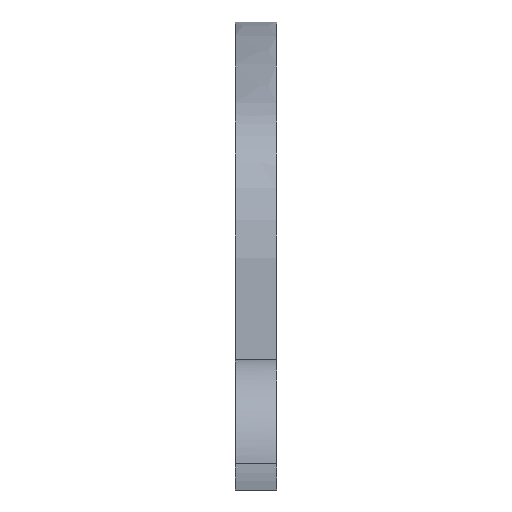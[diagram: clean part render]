
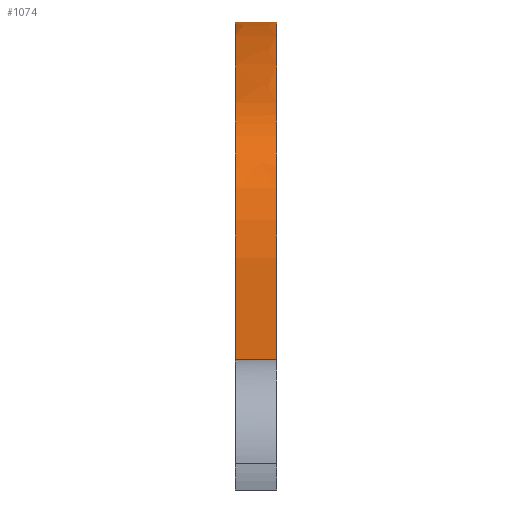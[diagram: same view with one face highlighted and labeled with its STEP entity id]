
A CAD part, front view. The second image highlights one B-rep face of the part: STEP entity #1074.
In plain terms, the highlighted face is a extrusion surface.
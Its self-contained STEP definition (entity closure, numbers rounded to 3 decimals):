
#439 = VERTEX_POINT('',#440);
#440 = CARTESIAN_POINT('',(5.,-2.621,24.862));
#634 = EDGE_CURVE('',#439,#635,#637,.T.);
#635 = VERTEX_POINT('',#636);
#636 = CARTESIAN_POINT('',(5.,204.856,23.155));
#637 = B_SPLINE_CURVE_WITH_KNOTS('',9,(#638,#639,#640,#641,#642,#643,
    #644,#645,#646,#647,#648,#649,#650,#651,#652,#653,#654,#655,#656,
    #657,#658,#659,#660,#661,#662,#663,#664,#665,#666,#667,#668,#669,
    #670,#671,#672,#673,#674,#675,#676,#677,#678),.UNSPECIFIED.,.F.,.F.,
  (10,8,7,8,8,10),(-0.012,0.,0.17,0.34,0.767,1.)
  ,.UNSPECIFIED.);
#638 = CARTESIAN_POINT('',(5.,-2.213,17.088));
#639 = CARTESIAN_POINT('',(5.,-2.244,17.674));
#640 = CARTESIAN_POINT('',(5.,-2.276,18.261));
#641 = CARTESIAN_POINT('',(5.,-2.307,18.847));
#642 = CARTESIAN_POINT('',(5.,-2.339,19.434));
#643 = CARTESIAN_POINT('',(5.,-2.37,20.02));
#644 = CARTESIAN_POINT('',(5.,-2.402,20.607));
#645 = CARTESIAN_POINT('',(5.,-2.433,21.193));
#646 = CARTESIAN_POINT('',(5.,-2.465,21.779));
#647 = CARTESIAN_POINT('',(5.,-2.947,30.764));
#648 = CARTESIAN_POINT('',(5.,-3.113,38.273));
#649 = CARTESIAN_POINT('',(5.,-2.989,44.966));
#650 = CARTESIAN_POINT('',(5.,-2.57,50.917));
#651 = CARTESIAN_POINT('',(5.,-1.854,56.195));
#652 = CARTESIAN_POINT('',(5.,-0.828,60.881));
#653 = CARTESIAN_POINT('',(5.,0.529,65.052));
#654 = CARTESIAN_POINT('',(5.,3.947,72.443));
#655 = CARTESIAN_POINT('',(5.,8.739,78.08));
#656 = CARTESIAN_POINT('',(5.,11.47,80.499));
#657 = CARTESIAN_POINT('',(5.,14.507,82.545));
#658 = CARTESIAN_POINT('',(5.,17.782,84.308));
#659 = CARTESIAN_POINT('',(5.,21.33,85.89));
#660 = CARTESIAN_POINT('',(5.,25.143,87.357));
#661 = CARTESIAN_POINT('',(5.,29.236,88.787));
#662 = CARTESIAN_POINT('',(5.,44.627,93.931));
#663 = CARTESIAN_POINT('',(5.,57.651,97.888));
#664 = CARTESIAN_POINT('',(5.,72.149,101.684));
#665 = CARTESIAN_POINT('',(5.,87.579,104.87));
#666 = CARTESIAN_POINT('',(5.,103.441,107.033));
#667 = CARTESIAN_POINT('',(5.,119.159,107.665));
#668 = CARTESIAN_POINT('',(5.,134.269,106.413));
#669 = CARTESIAN_POINT('',(5.,148.282,102.673));
#670 = CARTESIAN_POINT('',(5.,167.241,92.293));
#671 = CARTESIAN_POINT('',(5.,173.408,87.743));
#672 = CARTESIAN_POINT('',(5.,179.066,82.201));
#673 = CARTESIAN_POINT('',(5.,184.222,75.58));
#674 = CARTESIAN_POINT('',(5.,188.938,67.838));
#675 = CARTESIAN_POINT('',(5.,193.304,58.835));
#676 = CARTESIAN_POINT('',(5.,197.371,48.467));
#677 = CARTESIAN_POINT('',(5.,201.203,36.613));
#678 = CARTESIAN_POINT('',(5.,204.856,23.155));
#695 = VERTEX_POINT('',#696);
#696 = CARTESIAN_POINT('',(-5.,204.856,23.155));
#701 = EDGE_CURVE('',#635,#695,#702,.T.);
#702 = LINE('',#703,#704);
#703 = CARTESIAN_POINT('',(5.,204.856,23.155));
#704 = VECTOR('',#705,1.);
#705 = DIRECTION('',(-1.,0.,0.));
#727 = VERTEX_POINT('',#728);
#728 = CARTESIAN_POINT('',(-5.,-2.621,24.862));
#735 = EDGE_CURVE('',#727,#695,#736,.T.);
#736 = B_SPLINE_CURVE_WITH_KNOTS('',9,(#737,#738,#739,#740,#741,#742,
    #743,#744,#745,#746,#747,#748,#749,#750,#751,#752,#753,#754,#755,
    #756,#757,#758,#759,#760,#761,#762,#763,#764,#765,#766,#767,#768,
    #769,#770,#771,#772,#773,#774,#775,#776,#777),.UNSPECIFIED.,.F.,.F.,
  (10,8,7,8,8,10),(-0.012,0.,0.17,0.34,0.767,1.)
  ,.UNSPECIFIED.);
#737 = CARTESIAN_POINT('',(-5.,-2.213,17.088));
#738 = CARTESIAN_POINT('',(-5.,-2.244,17.674));
#739 = CARTESIAN_POINT('',(-5.,-2.276,18.261));
#740 = CARTESIAN_POINT('',(-5.,-2.307,18.847));
#741 = CARTESIAN_POINT('',(-5.,-2.339,19.434));
#742 = CARTESIAN_POINT('',(-5.,-2.37,20.02));
#743 = CARTESIAN_POINT('',(-5.,-2.402,20.607));
#744 = CARTESIAN_POINT('',(-5.,-2.433,21.193));
#745 = CARTESIAN_POINT('',(-5.,-2.465,21.779));
#746 = CARTESIAN_POINT('',(-5.,-2.947,30.764));
#747 = CARTESIAN_POINT('',(-5.,-3.113,38.273));
#748 = CARTESIAN_POINT('',(-5.,-2.989,44.966));
#749 = CARTESIAN_POINT('',(-5.,-2.57,50.917));
#750 = CARTESIAN_POINT('',(-5.,-1.854,56.195));
#751 = CARTESIAN_POINT('',(-5.,-0.828,60.881));
#752 = CARTESIAN_POINT('',(-5.,0.529,65.052));
#753 = CARTESIAN_POINT('',(-5.,3.947,72.443));
#754 = CARTESIAN_POINT('',(-5.,8.739,78.08));
#755 = CARTESIAN_POINT('',(-5.,11.47,80.499));
#756 = CARTESIAN_POINT('',(-5.,14.507,82.545));
#757 = CARTESIAN_POINT('',(-5.,17.782,84.308));
#758 = CARTESIAN_POINT('',(-5.,21.33,85.89));
#759 = CARTESIAN_POINT('',(-5.,25.143,87.357));
#760 = CARTESIAN_POINT('',(-5.,29.236,88.787));
#761 = CARTESIAN_POINT('',(-5.,44.627,93.931));
#762 = CARTESIAN_POINT('',(-5.,57.651,97.888));
#763 = CARTESIAN_POINT('',(-5.,72.149,101.684));
#764 = CARTESIAN_POINT('',(-5.,87.579,104.87));
#765 = CARTESIAN_POINT('',(-5.,103.441,107.033));
#766 = CARTESIAN_POINT('',(-5.,119.159,107.665));
#767 = CARTESIAN_POINT('',(-5.,134.269,106.413));
#768 = CARTESIAN_POINT('',(-5.,148.282,102.673));
#769 = CARTESIAN_POINT('',(-5.,167.241,92.293));
#770 = CARTESIAN_POINT('',(-5.,173.408,87.743));
#771 = CARTESIAN_POINT('',(-5.,179.066,82.201));
#772 = CARTESIAN_POINT('',(-5.,184.222,75.58));
#773 = CARTESIAN_POINT('',(-5.,188.938,67.838));
#774 = CARTESIAN_POINT('',(-5.,193.304,58.835));
#775 = CARTESIAN_POINT('',(-5.,197.371,48.467));
#776 = CARTESIAN_POINT('',(-5.,201.203,36.613));
#777 = CARTESIAN_POINT('',(-5.,204.856,23.155));
#1074 = ADVANCED_FACE('',(#1075),#1088,.F.);
#1075 = FACE_BOUND('',#1076,.F.);
#1076 = EDGE_LOOP('',(#1077,#1078,#1086,#1087));
#1077 = ORIENTED_EDGE('',*,*,#634,.F.);
#1078 = ORIENTED_EDGE('',*,*,#1079,.F.);
#1079 = EDGE_CURVE('',#727,#439,#1080,.T.);
#1080 = B_SPLINE_CURVE_WITH_KNOTS('',4,(#1081,#1082,#1083,#1084,#1085),
  .UNSPECIFIED.,.F.,.F.,(5,5),(0.,1.),.PIECEWISE_BEZIER_KNOTS.);
#1081 = CARTESIAN_POINT('',(-5.,-2.621,24.862)
  );
#1082 = CARTESIAN_POINT('',(-2.5,-2.621,24.862)
  );
#1083 = CARTESIAN_POINT('',(0.,-2.621,
    24.862));
#1084 = CARTESIAN_POINT('',(2.5,-2.621,24.862));
#1085 = CARTESIAN_POINT('',(5.,-2.621,24.862));
#1086 = ORIENTED_EDGE('',*,*,#735,.T.);
#1087 = ORIENTED_EDGE('',*,*,#701,.F.);
#1088 = SURFACE_OF_LINEAR_EXTRUSION('',#1089,#1131);
#1089 = B_SPLINE_CURVE_WITH_KNOTS('',9,(#1090,#1091,#1092,#1093,#1094,
    #1095,#1096,#1097,#1098,#1099,#1100,#1101,#1102,#1103,#1104,#1105,
    #1106,#1107,#1108,#1109,#1110,#1111,#1112,#1113,#1114,#1115,#1116,
    #1117,#1118,#1119,#1120,#1121,#1122,#1123,#1124,#1125,#1126,#1127,
    #1128,#1129,#1130),.UNSPECIFIED.,.F.,.F.,(10,8,7,8,8,10),(
    -0.012,0.,0.17,0.34,0.767,1.),
  .UNSPECIFIED.);
#1090 = CARTESIAN_POINT('',(5.,-2.213,17.088));
#1091 = CARTESIAN_POINT('',(5.,-2.244,17.674));
#1092 = CARTESIAN_POINT('',(5.,-2.276,18.261));
#1093 = CARTESIAN_POINT('',(5.,-2.307,18.847));
#1094 = CARTESIAN_POINT('',(5.,-2.339,19.434));
#1095 = CARTESIAN_POINT('',(5.,-2.37,20.02));
#1096 = CARTESIAN_POINT('',(5.,-2.402,20.607));
#1097 = CARTESIAN_POINT('',(5.,-2.433,21.193));
#1098 = CARTESIAN_POINT('',(5.,-2.465,21.779));
#1099 = CARTESIAN_POINT('',(5.,-2.947,30.764));
#1100 = CARTESIAN_POINT('',(5.,-3.113,38.273));
#1101 = CARTESIAN_POINT('',(5.,-2.989,44.966));
#1102 = CARTESIAN_POINT('',(5.,-2.57,50.917));
#1103 = CARTESIAN_POINT('',(5.,-1.854,56.195));
#1104 = CARTESIAN_POINT('',(5.,-0.828,60.881));
#1105 = CARTESIAN_POINT('',(5.,0.529,65.052));
#1106 = CARTESIAN_POINT('',(5.,3.947,72.443));
#1107 = CARTESIAN_POINT('',(5.,8.739,78.08));
#1108 = CARTESIAN_POINT('',(5.,11.47,80.499));
#1109 = CARTESIAN_POINT('',(5.,14.507,82.545));
#1110 = CARTESIAN_POINT('',(5.,17.782,84.308));
#1111 = CARTESIAN_POINT('',(5.,21.33,85.89));
#1112 = CARTESIAN_POINT('',(5.,25.143,87.357));
#1113 = CARTESIAN_POINT('',(5.,29.236,88.787));
#1114 = CARTESIAN_POINT('',(5.,44.627,93.931));
#1115 = CARTESIAN_POINT('',(5.,57.651,97.888));
#1116 = CARTESIAN_POINT('',(5.,72.149,101.684));
#1117 = CARTESIAN_POINT('',(5.,87.579,104.87));
#1118 = CARTESIAN_POINT('',(5.,103.441,107.033));
#1119 = CARTESIAN_POINT('',(5.,119.159,107.665));
#1120 = CARTESIAN_POINT('',(5.,134.269,106.413));
#1121 = CARTESIAN_POINT('',(5.,148.282,102.673));
#1122 = CARTESIAN_POINT('',(5.,167.241,92.293));
#1123 = CARTESIAN_POINT('',(5.,173.408,87.743));
#1124 = CARTESIAN_POINT('',(5.,179.066,82.201));
#1125 = CARTESIAN_POINT('',(5.,184.222,75.58));
#1126 = CARTESIAN_POINT('',(5.,188.938,67.838));
#1127 = CARTESIAN_POINT('',(5.,193.304,58.835));
#1128 = CARTESIAN_POINT('',(5.,197.371,48.467));
#1129 = CARTESIAN_POINT('',(5.,201.203,36.613));
#1130 = CARTESIAN_POINT('',(5.,204.856,23.155));
#1131 = VECTOR('',#1132,1.);
#1132 = DIRECTION('',(1.,-0.,0.));
